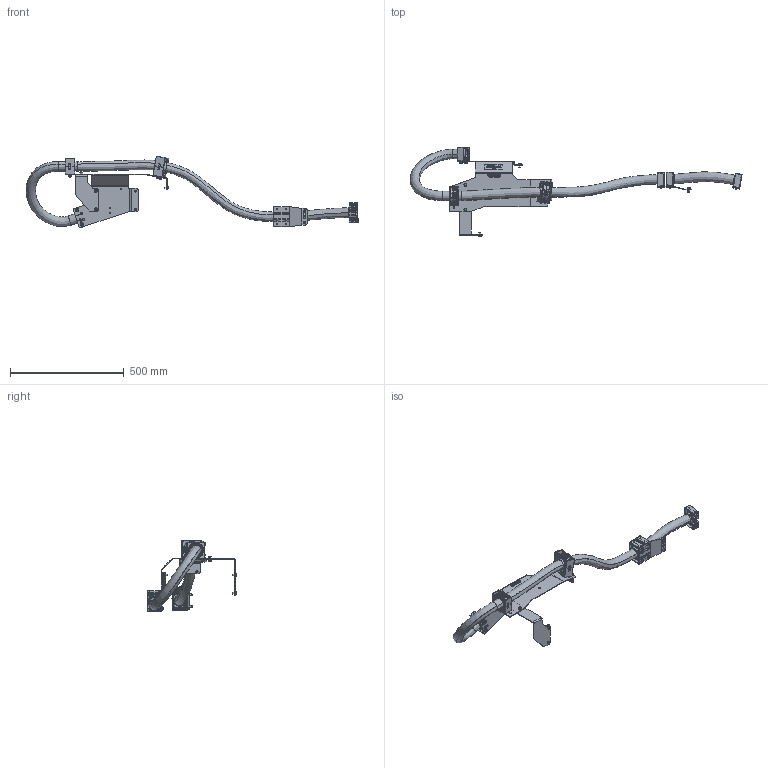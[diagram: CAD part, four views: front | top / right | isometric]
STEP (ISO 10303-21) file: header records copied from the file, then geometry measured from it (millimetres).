
FILE_DESCRIPTION (( 'STEP AP203' ), '1' );
FILE_NAME ('P2173-2.STEP', '2021-05-05T06:06:25', ( '' ), ( '' ), 'SwSTEP 2.0', 'SolidWorks 2019', '' );
FILE_SCHEMA (( 'CONFIG_CONTROL_DESIGN' ));
Products named in the file (1): P2173-2
Bounding box: 1462.56 x 396.1 x 315.17 mm (x, y, z)
Volume: 1609749.5 mm3; surface area: 1049225.5 mm2
Topology: 55 solids, 55 shells, 4050 faces, 10364 edges, 6475 vertices
Faces by surface type: plane 1596, cylinder 1233, bspline 793, torus 180, cone 160, sphere 88
Entity records: 194394 total; most frequent: CARTESIAN_POINT 100470, ORIENTED_EDGE 20456, DIRECTION 18250, EDGE_CURVE 10228, AXIS2_PLACEMENT_3D 6502, VERTEX_POINT 6475, VECTOR 5246, LINE 5246
